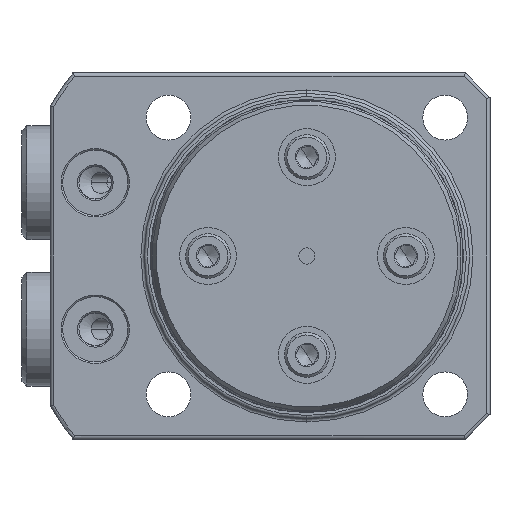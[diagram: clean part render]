
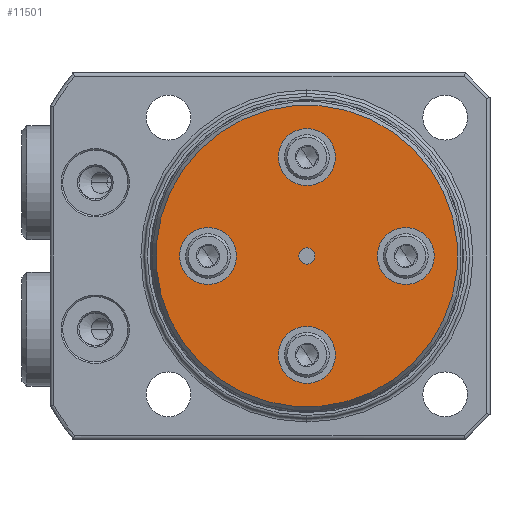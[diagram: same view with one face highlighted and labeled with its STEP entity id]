
A CAD part, front view. The second image highlights one B-rep face of the part: STEP entity #11501.
In plain terms, the highlighted planar face has unit normal (0, -1, 0).
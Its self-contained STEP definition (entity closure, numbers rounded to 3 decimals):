
#105 = CIRCLE ( 'NONE', #6374, 3.5 ) ;
#185 = CIRCLE ( 'NONE', #6378, 3.5 ) ;
#195 = CIRCLE ( 'NONE', #6359, 3.5 ) ;
#197 = CIRCLE ( 'NONE', #6346, 1. ) ;
#198 = CIRCLE ( 'NONE', #6350, 3.5 ) ;
#485 = FACE_OUTER_BOUND ( 'NONE', #4838, .T. ) ;
#486 = FACE_BOUND ( 'NONE', #4837, .T. ) ;
#489 = FACE_BOUND ( 'NONE', #4836, .T. ) ;
#491 = FACE_BOUND ( 'NONE', #4835, .T. ) ;
#492 = AXIS2_PLACEMENT_3D ( 'NONE', #8675, #8676, #8677 ) ;
#493 = FACE_BOUND ( 'NONE', #4834, .T. ) ;
#502 = FACE_BOUND ( 'NONE', #4833, .T. ) ;
#1466 = CIRCLE ( 'NONE', #4077, 18.538 ) ;
#1467 = CIRCLE ( 'NONE', #4078, 3.5 ) ;
#1468 = CIRCLE ( 'NONE', #4079, 3.5 ) ;
#1469 = CIRCLE ( 'NONE', #4080, 3.5 ) ;
#1470 = CIRCLE ( 'NONE', #4081, 3.5 ) ;
#1471 = CIRCLE ( 'NONE', #4098, 1. ) ;
#1511 = EDGE_CURVE ( 'NONE', #2356, #2358, #1471, .T. ) ;
#1512 = EDGE_CURVE ( 'NONE', #2339, #2341, #1470, .T. ) ;
#1513 = EDGE_CURVE ( 'NONE', #2310, #2311, #1469, .T. ) ;
#1514 = EDGE_CURVE ( 'NONE', #2322, #2332, #1468, .T. ) ;
#1515 = EDGE_CURVE ( 'NONE', #2306, #2307, #1467, .T. ) ;
#1516 = EDGE_CURVE ( 'NONE', #2254, #2255, #1466, .T. ) ;
#1788 = EDGE_CURVE ( 'NONE', #2255, #2254, #11096, .T. ) ;
#2254 = VERTEX_POINT ( 'NONE', #3101 ) ;
#2255 = VERTEX_POINT ( 'NONE', #3102 ) ;
#2306 = VERTEX_POINT ( 'NONE', #3153 ) ;
#2307 = VERTEX_POINT ( 'NONE', #3154 ) ;
#2310 = VERTEX_POINT ( 'NONE', #3157 ) ;
#2311 = VERTEX_POINT ( 'NONE', #3158 ) ;
#2322 = VERTEX_POINT ( 'NONE', #3169 ) ;
#2332 = VERTEX_POINT ( 'NONE', #3179 ) ;
#2339 = VERTEX_POINT ( 'NONE', #3186 ) ;
#2341 = VERTEX_POINT ( 'NONE', #3188 ) ;
#2356 = VERTEX_POINT ( 'NONE', #3203 ) ;
#2358 = VERTEX_POINT ( 'NONE', #3205 ) ;
#2988 = CARTESIAN_POINT ( 'NONE',  ( 0., 0., 0. ) ) ;
#2992 = DIRECTION ( 'NONE',  ( 0., 1., 0. ) ) ;
#2993 = DIRECTION ( 'NONE',  ( 0., 0., 1. ) ) ;
#3101 = CARTESIAN_POINT ( 'NONE',  ( 0., 0., -18.538 ) ) ;
#3102 = CARTESIAN_POINT ( 'NONE',  ( 0., 0., 18.538 ) ) ;
#3153 = CARTESIAN_POINT ( 'NONE',  ( -8.591, 0., -12.091 ) ) ;
#3154 = CARTESIAN_POINT ( 'NONE',  ( -8.591, 0., -5.091 ) ) ;
#3157 = CARTESIAN_POINT ( 'NONE',  ( 8.591, 0., 5.091 ) ) ;
#3158 = CARTESIAN_POINT ( 'NONE',  ( 8.591, 0., 12.091 ) ) ;
#3169 = CARTESIAN_POINT ( 'NONE',  ( -8.591, 0., 5.091 ) ) ;
#3179 = CARTESIAN_POINT ( 'NONE',  ( -8.591, 0., 12.091 ) ) ;
#3186 = CARTESIAN_POINT ( 'NONE',  ( 8.591, 0., -12.091 ) ) ;
#3188 = CARTESIAN_POINT ( 'NONE',  ( 8.591, 0., -5.091 ) ) ;
#3203 = CARTESIAN_POINT ( 'NONE',  ( 0., 0., -1. ) ) ;
#3205 = CARTESIAN_POINT ( 'NONE',  ( 0., 0., 1. ) ) ;
#4077 = AXIS2_PLACEMENT_3D ( 'NONE', #5412, #5413, #5414 ) ;
#4078 = AXIS2_PLACEMENT_3D ( 'NONE', #5409, #5410, #5411 ) ;
#4079 = AXIS2_PLACEMENT_3D ( 'NONE', #5406, #5407, #5408 ) ;
#4080 = AXIS2_PLACEMENT_3D ( 'NONE', #5403, #5404, #5405 ) ;
#4081 = AXIS2_PLACEMENT_3D ( 'NONE', #5400, #5401, #5402 ) ;
#4098 = AXIS2_PLACEMENT_3D ( 'NONE', #5397, #5398, #5399 ) ;
#4833 = EDGE_LOOP ( 'NONE', ( #5192, #5190 ) ) ;
#4834 = EDGE_LOOP ( 'NONE', ( #5194, #5188 ) ) ;
#4835 = EDGE_LOOP ( 'NONE', ( #5191, #5186 ) ) ;
#4836 = EDGE_LOOP ( 'NONE', ( #5189, #5184 ) ) ;
#4837 = EDGE_LOOP ( 'NONE', ( #5187, #5182 ) ) ;
#4838 = EDGE_LOOP ( 'NONE', ( #5185, #5181 ) ) ;
#5181 = ORIENTED_EDGE ( 'NONE', *, *, #1516, .F. ) ;
#5182 = ORIENTED_EDGE ( 'NONE', *, *, #11228, .F. ) ;
#5184 = ORIENTED_EDGE ( 'NONE', *, *, #11220, .F. ) ;
#5185 = ORIENTED_EDGE ( 'NONE', *, *, #1788, .F. ) ;
#5186 = ORIENTED_EDGE ( 'NONE', *, *, #11205, .F. ) ;
#5187 = ORIENTED_EDGE ( 'NONE', *, *, #1515, .F. ) ;
#5188 = ORIENTED_EDGE ( 'NONE', *, *, #11202, .F. ) ;
#5189 = ORIENTED_EDGE ( 'NONE', *, *, #1514, .F. ) ;
#5190 = ORIENTED_EDGE ( 'NONE', *, *, #11232, .F. ) ;
#5191 = ORIENTED_EDGE ( 'NONE', *, *, #1513, .F. ) ;
#5192 = ORIENTED_EDGE ( 'NONE', *, *, #1511, .F. ) ;
#5194 = ORIENTED_EDGE ( 'NONE', *, *, #1512, .F. ) ;
#5397 = CARTESIAN_POINT ( 'NONE',  ( 0., 0., 0. ) ) ;
#5398 = DIRECTION ( 'NONE',  ( 0., -1., 0. ) ) ;
#5399 = DIRECTION ( 'NONE',  ( 0., 0., -1. ) ) ;
#5400 = CARTESIAN_POINT ( 'NONE',  ( 8.591, 0., -8.591 ) ) ;
#5401 = DIRECTION ( 'NONE',  ( 0., -1., 0. ) ) ;
#5402 = DIRECTION ( 'NONE',  ( 0., 0., -1. ) ) ;
#5403 = CARTESIAN_POINT ( 'NONE',  ( 8.591, 0., 8.591 ) ) ;
#5404 = DIRECTION ( 'NONE',  ( 0., -1., 0. ) ) ;
#5405 = DIRECTION ( 'NONE',  ( 0., 0., -1. ) ) ;
#5406 = CARTESIAN_POINT ( 'NONE',  ( -8.591, 0., 8.591 ) ) ;
#5407 = DIRECTION ( 'NONE',  ( 0., -1., 0. ) ) ;
#5408 = DIRECTION ( 'NONE',  ( 0., 0., -1. ) ) ;
#5409 = CARTESIAN_POINT ( 'NONE',  ( -8.591, 0., -8.591 ) ) ;
#5410 = DIRECTION ( 'NONE',  ( 0., -1., 0. ) ) ;
#5411 = DIRECTION ( 'NONE',  ( 0., 0., -1. ) ) ;
#5412 = CARTESIAN_POINT ( 'NONE',  ( 0., 0., 0. ) ) ;
#5413 = DIRECTION ( 'NONE',  ( 0., 1., 0. ) ) ;
#5414 = DIRECTION ( 'NONE',  ( 0., 0., 1. ) ) ;
#6346 = AXIS2_PLACEMENT_3D ( 'NONE', #7633, #7634, #7635 ) ;
#6350 = AXIS2_PLACEMENT_3D ( 'NONE', #7621, #7622, #7623 ) ;
#6359 = AXIS2_PLACEMENT_3D ( 'NONE', #7597, #7598, #7599 ) ;
#6374 = AXIS2_PLACEMENT_3D ( 'NONE', #7546, #7553, #7554 ) ;
#6378 = AXIS2_PLACEMENT_3D ( 'NONE', #7534, #7544, #7545 ) ;
#6580 = AXIS2_PLACEMENT_3D ( 'NONE', #2988, #2992, #2993 ) ;
#7534 = CARTESIAN_POINT ( 'NONE',  ( 8.591, 0., -8.591 ) ) ;
#7544 = DIRECTION ( 'NONE',  ( 0., -1., 0. ) ) ;
#7545 = DIRECTION ( 'NONE',  ( 0., 0., -1. ) ) ;
#7546 = CARTESIAN_POINT ( 'NONE',  ( 8.591, 0., 8.591 ) ) ;
#7553 = DIRECTION ( 'NONE',  ( 0., -1., 0. ) ) ;
#7554 = DIRECTION ( 'NONE',  ( 0., 0., -1. ) ) ;
#7597 = CARTESIAN_POINT ( 'NONE',  ( -8.591, 0., 8.591 ) ) ;
#7598 = DIRECTION ( 'NONE',  ( 0., -1., 0. ) ) ;
#7599 = DIRECTION ( 'NONE',  ( 0., 0., -1. ) ) ;
#7621 = CARTESIAN_POINT ( 'NONE',  ( -8.591, 0., -8.591 ) ) ;
#7622 = DIRECTION ( 'NONE',  ( 0., -1., 0. ) ) ;
#7623 = DIRECTION ( 'NONE',  ( 0., 0., -1. ) ) ;
#7633 = CARTESIAN_POINT ( 'NONE',  ( 0., 0., 0. ) ) ;
#7634 = DIRECTION ( 'NONE',  ( 0., -1., 0. ) ) ;
#7635 = DIRECTION ( 'NONE',  ( 0., 0., -1. ) ) ;
#8674 = PLANE ( 'NONE',  #492 ) ;
#8675 = CARTESIAN_POINT ( 'NONE',  ( -18.538, 0., 0. ) ) ;
#8676 = DIRECTION ( 'NONE',  ( 0., -1., 0. ) ) ;
#8677 = DIRECTION ( 'NONE',  ( 0., 0., -1. ) ) ;
#11096 = CIRCLE ( 'NONE', #6580, 18.538 ) ;
#11202 = EDGE_CURVE ( 'NONE', #2341, #2339, #185, .T. ) ;
#11205 = EDGE_CURVE ( 'NONE', #2311, #2310, #105, .T. ) ;
#11220 = EDGE_CURVE ( 'NONE', #2332, #2322, #195, .T. ) ;
#11228 = EDGE_CURVE ( 'NONE', #2307, #2306, #198, .T. ) ;
#11232 = EDGE_CURVE ( 'NONE', #2358, #2356, #197, .T. ) ;
#11501 = ADVANCED_FACE ( 'NONE', ( #502, #493, #491, #489, #486, #485 ), #8674, .T. ) ;
